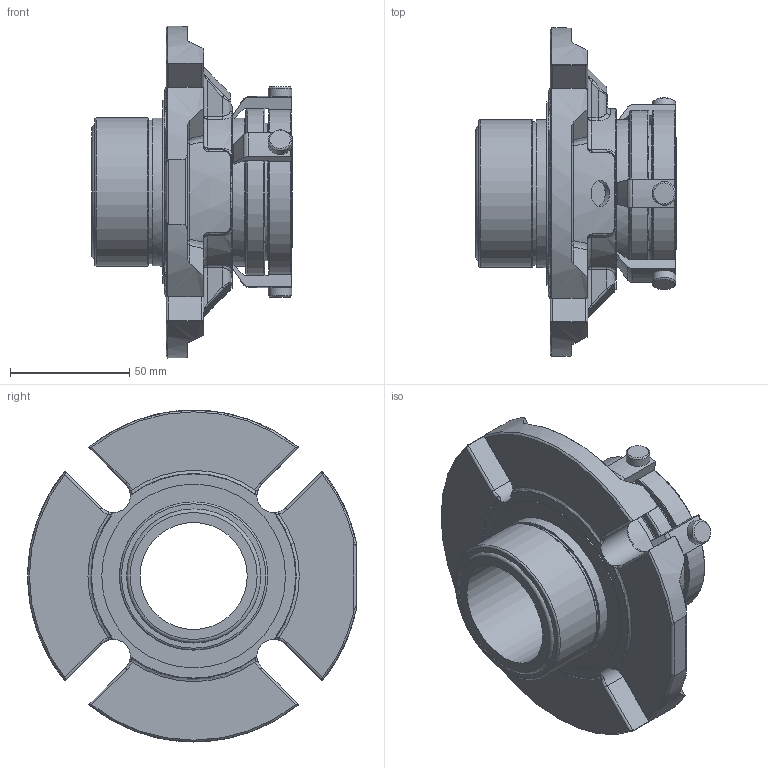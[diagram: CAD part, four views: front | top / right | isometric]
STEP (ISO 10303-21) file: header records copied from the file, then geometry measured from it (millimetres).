
FILE_DESCRIPTION(/* description */ ('Unknown'),/* implementation_level */ '2;1');
FILE_NAME(/* name */ '1.750',/* time_stamp */ '2023-02-13T14:19:42+00:00',/* author */ ('Unknown'),/* organization */ ('Unknown'),/* preprocessor_version */ 'ST-DEVELOPER v16.7',/* originating_system */ 'Solid Edge',/* authorisation */ 'Unknown');
FILE_SCHEMA (('AUTOMOTIVE_DESIGN {1 0 10303 214 3 1 1}'));
Length unit declared in the file: millimetre
Products named in the file (1): 1.750
Bounding box: 84.18 x 138.08 x 139.45 mm (x, y, z)
Volume: 319874 mm3; surface area: 66565 mm2
Topology: 1 solids, 1 shells, 614 faces, 1543 edges, 964 vertices
Faces by surface type: plane 196, cylinder 156, bspline 97, torus 91, sphere 42, cone 32
Full cylindrical faces by diameter (mm): 3.761 x1, 10 x4, 10.998 x2, 45.009 x1, 57.861 x1, 60.338 x1, 62.179 x2, 62.23 x1, 70.104 x1, 77.191 x1
Entity records: 21245 total; most frequent: CARTESIAN_POINT 7588, ORIENTED_EDGE 2982, DIRECTION 2607, EDGE_CURVE 1491, AXIS2_PLACEMENT_3D 1050, VERTEX_POINT 947, EDGE_LOOP 692, FACE_BOUND 692
